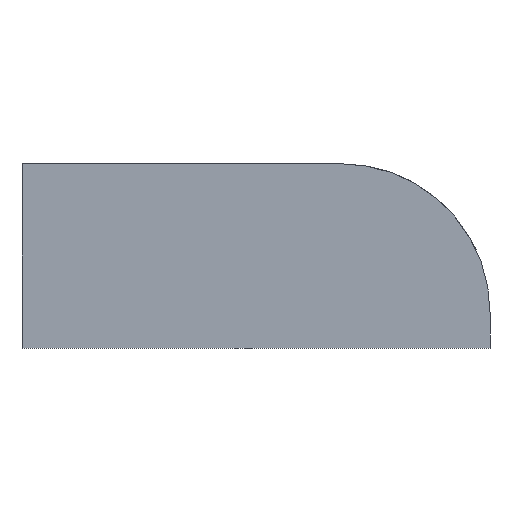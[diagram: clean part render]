
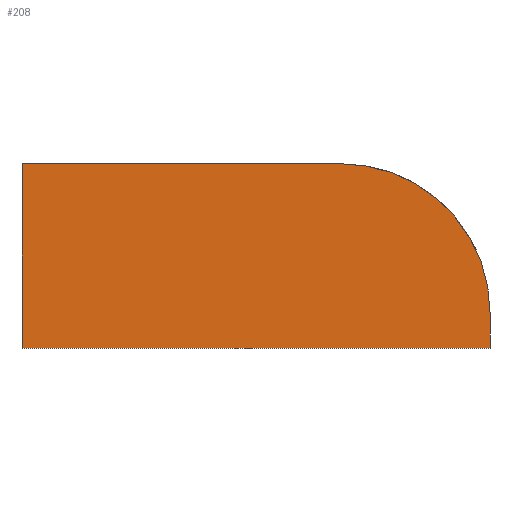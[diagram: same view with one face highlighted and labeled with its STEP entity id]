
A CAD part, left-side view. The second image highlights one B-rep face of the part: STEP entity #208.
In plain terms, the highlighted planar face has unit normal (-1, 0, 0).
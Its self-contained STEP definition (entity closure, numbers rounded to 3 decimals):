
#27=FACE_OUTER_BOUND('',#38,.T.);
#38=EDGE_LOOP('',(#174,#175,#176,#177,#178));
#56=LINE('',#342,#79);
#60=LINE('',#351,#83);
#61=LINE('',#353,#84);
#62=LINE('',#354,#85);
#79=VECTOR('',#281,10.);
#83=VECTOR('',#289,10.);
#84=VECTOR('',#290,10.);
#85=VECTOR('',#291,10.);
#90=CIRCLE('',#234,10.5);
#100=VERTEX_POINT('',#328);
#101=VERTEX_POINT('',#330);
#105=VERTEX_POINT('',#340);
#108=VERTEX_POINT('',#350);
#109=VERTEX_POINT('',#352);
#122=EDGE_CURVE('',#100,#101,#90,.T.);
#128=EDGE_CURVE('',#105,#100,#56,.T.);
#132=EDGE_CURVE('',#108,#105,#60,.T.);
#133=EDGE_CURVE('',#109,#108,#61,.T.);
#134=EDGE_CURVE('',#109,#101,#62,.T.);
#174=ORIENTED_EDGE('',*,*,#122,.F.);
#175=ORIENTED_EDGE('',*,*,#128,.F.);
#176=ORIENTED_EDGE('',*,*,#132,.F.);
#177=ORIENTED_EDGE('',*,*,#133,.F.);
#178=ORIENTED_EDGE('',*,*,#134,.T.);
#197=PLANE('',#238);
#208=ADVANCED_FACE('',(#27),#197,.T.);
#234=AXIS2_PLACEMENT_3D('',#331,#271,#272);
#238=AXIS2_PLACEMENT_3D('',#349,#287,#288);
#271=DIRECTION('center_axis',(1.,0.,0.));
#272=DIRECTION('ref_axis',(0.,-0.707,0.707));
#281=DIRECTION('',(0.,-1.,0.));
#287=DIRECTION('center_axis',(-1.,0.,0.));
#288=DIRECTION('ref_axis',(0.,-1.,0.));
#289=DIRECTION('',(0.,0.,1.));
#290=DIRECTION('',(0.,1.,0.));
#291=DIRECTION('',(0.,0.,1.));
#328=CARTESIAN_POINT('',(0.,-22.5,13.));
#330=CARTESIAN_POINT('',(0.,-33.,2.5));
#331=CARTESIAN_POINT('Origin',(0.,-22.5,2.5));
#340=CARTESIAN_POINT('',(0.,0.,13.));
#342=CARTESIAN_POINT('',(0.,-33.,13.));
#349=CARTESIAN_POINT('Origin',(0.,0.,0.));
#350=CARTESIAN_POINT('',(0.,0.,0.));
#351=CARTESIAN_POINT('',(0.,0.,0.));
#352=CARTESIAN_POINT('',(0.,-33.,0.));
#353=CARTESIAN_POINT('',(0.,-33.,0.));
#354=CARTESIAN_POINT('',(0.,-33.,0.));
